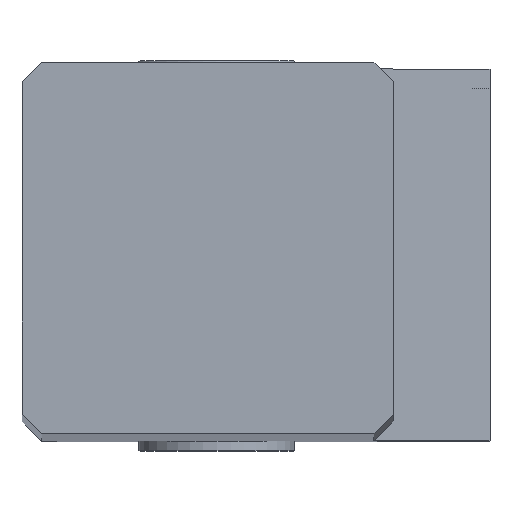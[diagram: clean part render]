
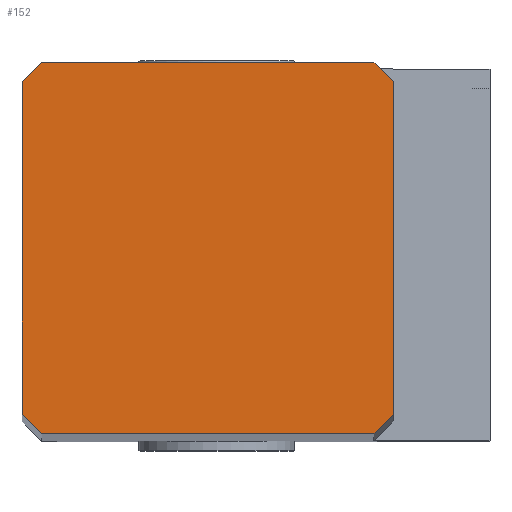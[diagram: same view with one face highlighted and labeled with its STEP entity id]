
A CAD part, top view. The second image highlights one B-rep face of the part: STEP entity #152.
In plain terms, the highlighted planar face has unit normal (0, 0, 1).
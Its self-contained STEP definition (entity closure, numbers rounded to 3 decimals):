
#99=FACE_OUTER_BOUND('',#282,.T.);
#152=ADVANCED_FACE('',(#99),#207,.T.);
#207=PLANE('',#1149);
#282=EDGE_LOOP('',(#362,#363,#364,#365,#366,#367,#368,#369));
#362=ORIENTED_EDGE('',*,*,#766,.F.);
#363=ORIENTED_EDGE('',*,*,#767,.T.);
#364=ORIENTED_EDGE('',*,*,#768,.T.);
#365=ORIENTED_EDGE('',*,*,#769,.T.);
#366=ORIENTED_EDGE('',*,*,#765,.F.);
#367=ORIENTED_EDGE('',*,*,#753,.T.);
#368=ORIENTED_EDGE('',*,*,#749,.T.);
#369=ORIENTED_EDGE('',*,*,#770,.T.);
#646=VERTEX_POINT('',#1577);
#647=VERTEX_POINT('',#1579);
#650=VERTEX_POINT('',#1587);
#658=VERTEX_POINT('',#1606);
#660=VERTEX_POINT('',#1613);
#661=VERTEX_POINT('',#1614);
#662=VERTEX_POINT('',#1616);
#663=VERTEX_POINT('',#1618);
#749=EDGE_CURVE('',#647,#646,#902,.T.);
#753=EDGE_CURVE('',#650,#647,#904,.T.);
#765=EDGE_CURVE('',#650,#658,#915,.T.);
#766=EDGE_CURVE('',#660,#661,#916,.T.);
#767=EDGE_CURVE('',#660,#662,#917,.T.);
#768=EDGE_CURVE('',#662,#663,#918,.T.);
#769=EDGE_CURVE('',#663,#658,#919,.T.);
#770=EDGE_CURVE('',#646,#661,#920,.T.);
#902=LINE('',#1578,#988);
#904=LINE('',#1586,#990);
#915=LINE('',#1610,#1001);
#916=LINE('',#1612,#1002);
#917=LINE('',#1615,#1003);
#918=LINE('',#1617,#1004);
#919=LINE('',#1619,#1005);
#920=LINE('',#1620,#1006);
#988=VECTOR('',#1270,1.);
#990=VECTOR('',#1278,1.);
#1001=VECTOR('',#1295,1.);
#1002=VECTOR('',#1298,1.);
#1003=VECTOR('',#1299,1.);
#1004=VECTOR('',#1300,1.);
#1005=VECTOR('',#1301,1.);
#1006=VECTOR('',#1302,1.);
#1149=AXIS2_PLACEMENT_3D('',#1621,#1303,#1304);
#1270=DIRECTION('',(1.,0.,0.));
#1278=DIRECTION('',(0.707,-0.707,0.));
#1295=DIRECTION('',(0.,1.,0.));
#1298=DIRECTION('',(0.,-1.,0.));
#1299=DIRECTION('',(-0.707,0.707,0.));
#1300=DIRECTION('',(-1.,0.,0.));
#1301=DIRECTION('',(-0.707,-0.707,0.));
#1302=DIRECTION('',(0.707,0.707,0.));
#1303=DIRECTION('',(0.,0.,1.));
#1304=DIRECTION('',(1.,0.,0.));
#1577=CARTESIAN_POINT('',(-0.5,0.,0.));
#1578=CARTESIAN_POINT('',(-9.025,0.,0.));
#1579=CARTESIAN_POINT('',(-9.025,0.,0.));
#1586=CARTESIAN_POINT('',(-9.525,0.5,0.));
#1587=CARTESIAN_POINT('',(-9.525,0.5,0.));
#1606=CARTESIAN_POINT('',(-9.525,9.025,0.));
#1610=CARTESIAN_POINT('',(-9.525,0.5,0.));
#1612=CARTESIAN_POINT('',(0.,9.025,0.));
#1613=CARTESIAN_POINT('',(0.,9.025,0.));
#1614=CARTESIAN_POINT('',(0.,0.5,0.));
#1615=CARTESIAN_POINT('',(0.,9.025,0.));
#1616=CARTESIAN_POINT('',(-0.5,9.525,0.));
#1617=CARTESIAN_POINT('',(-0.5,9.525,0.));
#1618=CARTESIAN_POINT('',(-9.025,9.525,0.));
#1619=CARTESIAN_POINT('',(-9.025,9.525,0.));
#1620=CARTESIAN_POINT('',(-0.5,0.,0.));
#1621=CARTESIAN_POINT('',(-4.763,4.763,0.));
